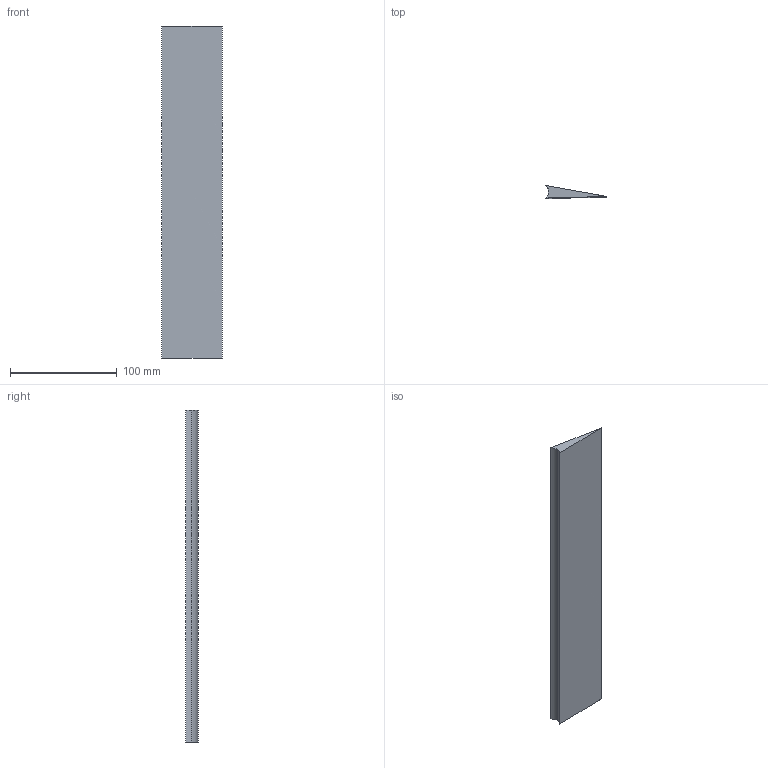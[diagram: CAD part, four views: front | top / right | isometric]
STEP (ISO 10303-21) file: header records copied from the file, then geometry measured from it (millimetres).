
FILE_DESCRIPTION (( 'STEP AP203' ), '1' );
FILE_NAME ('ailerons L_Default_sldprt.STEP', '2021-10-23T20:41:51', ( '' ), ( '' ), 'SwSTEP 2.0', 'SolidWorks 2021', '' );
FILE_SCHEMA (( 'CONFIG_CONTROL_DESIGN' ));
Length unit declared in the file: centimetre
Products named in the file (1): ailerons L_Default_sldprt
Bounding box: 56.55 x 11.94 x 311.19 mm (x, y, z)
Volume: 97205.6 mm3; surface area: 40254.1 mm2
Topology: 1 solids, 1 shells, 6 faces, 13 edges, 9 vertices
Faces by surface type: cylinder 2, bspline 2, plane 2
Entity records: 362 total; most frequent: CARTESIAN_POINT 159, ORIENTED_EDGE 26, DIRECTION 23, EDGE_CURVE 13, AXIS2_PLACEMENT_3D 9, VERTEX_POINT 9, PERSON_AND_ORGANIZATION 8, FACE_OUTER_BOUND 6
